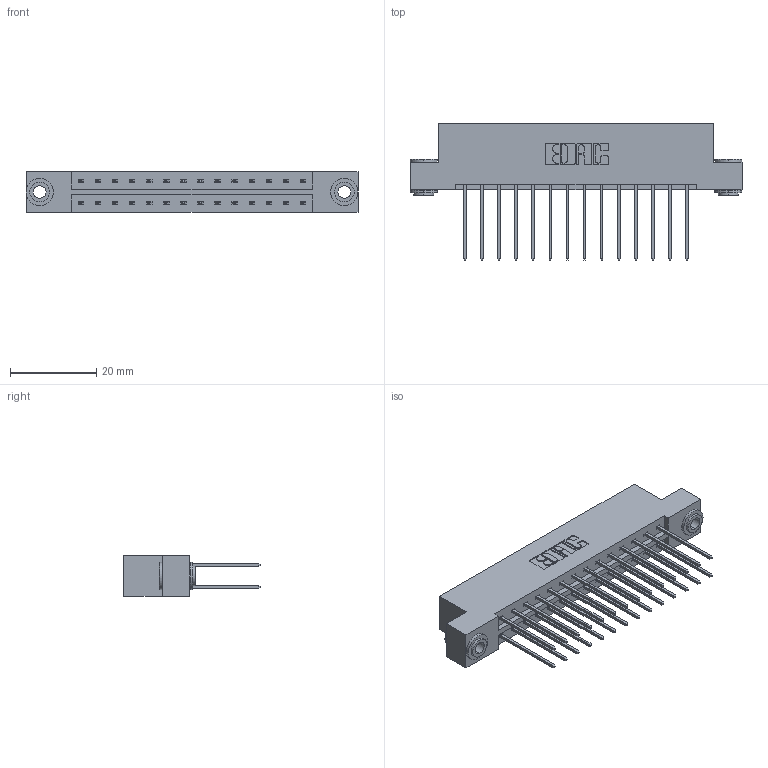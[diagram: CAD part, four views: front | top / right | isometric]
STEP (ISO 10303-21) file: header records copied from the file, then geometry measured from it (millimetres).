
FILE_DESCRIPTION (( 'STEP AP203' ), '1' );
FILE_NAME ('833-028-542-203.STEP', '2020-06-02T09:04:37', ( '' ), ( '' ), 'SwSTEP 2.0', 'SolidWorks 2020', '' );
FILE_SCHEMA (( 'CONFIG_CONTROL_DESIGN' ));
Length unit declared in the file: inch
Products named in the file (4): 833-028-542-203; 345-292-001_345-293-142; 345-250-002_345-250-002-102; 833 Part_Flush - .156 Dia - TH
Assembly tree (31 placements, depth 2):
  833-028-542-203
    833 Part_Flush - .156 Dia - TH
    345-292-001_345-293-142  x28
    345-250-002_345-250-002-102  x2
Bounding box: 77.01 x 31.63 x 9.4 mm (x, y, z)
Volume: 7750.6 mm3; surface area: 9729 mm2
Topology: 31 solids, 31 shells, 1608 faces, 4727 edges, 3110 vertices
Faces by surface type: plane 1088, cylinder 512, cone 8
Entity records: 13296 total; most frequent: CARTESIAN_POINT 2213, ORIENTED_EDGE 2142, DIRECTION 1973, EDGE_CURVE 1071, VECTOR 919, LINE 919, VERTEX_POINT 710, AXIS2_PLACEMENT_3D 527
